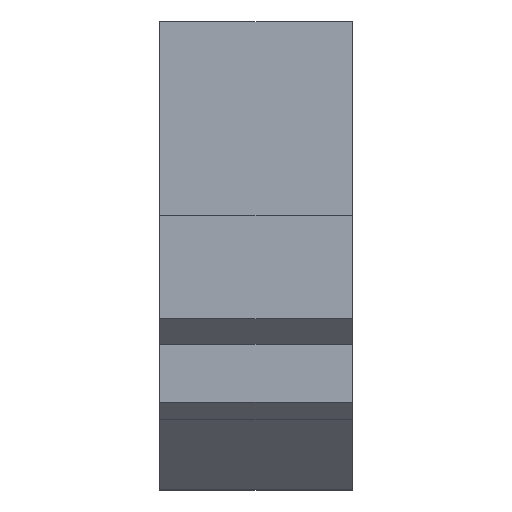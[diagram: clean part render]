
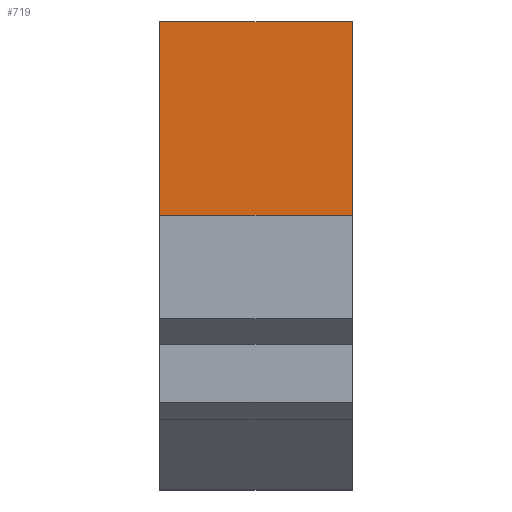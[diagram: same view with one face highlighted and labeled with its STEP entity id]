
A CAD part, top view. The second image highlights one B-rep face of the part: STEP entity #719.
In plain terms, the highlighted planar face has unit normal (0, 0, 1).
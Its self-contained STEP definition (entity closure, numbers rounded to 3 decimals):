
#54=FACE_OUTER_BOUND('',#92,.T.);
#92=EDGE_LOOP('',(#590,#591,#592,#593));
#140=LINE('',#1064,#228);
#165=LINE('',#1112,#253);
#180=LINE('',#1141,#268);
#184=LINE('',#1147,#272);
#228=VECTOR('',#870,10.);
#253=VECTOR('',#897,10.);
#268=VECTOR('',#934,10.);
#272=VECTOR('',#942,10.);
#315=VERTEX_POINT('',#1061);
#316=VERTEX_POINT('',#1063);
#337=VERTEX_POINT('',#1109);
#338=VERTEX_POINT('',#1111);
#388=EDGE_CURVE('',#315,#316,#140,.T.);
#413=EDGE_CURVE('',#337,#338,#165,.T.);
#428=EDGE_CURVE('',#338,#315,#180,.T.);
#432=EDGE_CURVE('',#316,#337,#184,.T.);
#590=ORIENTED_EDGE('',*,*,#413,.F.);
#591=ORIENTED_EDGE('',*,*,#432,.F.);
#592=ORIENTED_EDGE('',*,*,#388,.F.);
#593=ORIENTED_EDGE('',*,*,#428,.F.);
#650=PLANE('',#784);
#719=ADVANCED_FACE('',(#54),#650,.F.);
#784=AXIS2_PLACEMENT_3D('',#1148,#943,#944);
#870=DIRECTION('',(0.,-1.,0.));
#897=DIRECTION('',(0.,1.,0.));
#934=DIRECTION('',(1.,0.,0.));
#942=DIRECTION('',(-1.,0.,0.));
#943=DIRECTION('center_axis',(0.,0.,
-1.));
#944=DIRECTION('ref_axis',(0.,1.,0.));
#1061=CARTESIAN_POINT('',(-56.5,37.128,27.5));
#1063=CARTESIAN_POINT('',(-56.5,22.129,27.5));
#1064=CARTESIAN_POINT('',(-56.5,20.572,27.5));
#1109=CARTESIAN_POINT('',(-71.457,22.129,27.5));
#1111=CARTESIAN_POINT('',(-71.457,37.128,27.5));
#1112=CARTESIAN_POINT('',(-71.457,21.094,27.5));
#1141=CARTESIAN_POINT('',(183.,37.128,27.5));
#1147=CARTESIAN_POINT('',(434.5,22.129,27.5));
#1148=CARTESIAN_POINT('Origin',(434.5,22.129,27.5));
